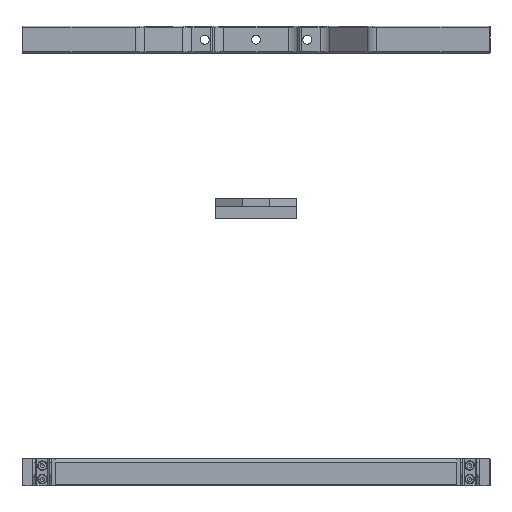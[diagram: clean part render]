
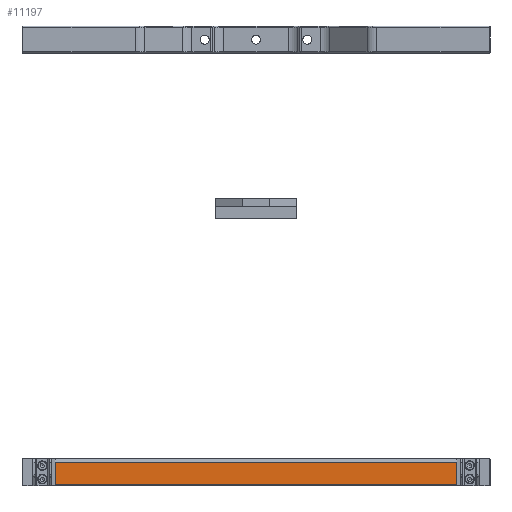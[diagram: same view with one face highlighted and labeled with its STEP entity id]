
A CAD part, top view. The second image highlights one B-rep face of the part: STEP entity #11197.
In plain terms, the highlighted planar face has unit normal (0, 0, 1).
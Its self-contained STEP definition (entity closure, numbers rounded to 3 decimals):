
#1417=FACE_OUTER_BOUND('',#2093,.T.);
#2093=EDGE_LOOP('',(#8130,#8131,#8132,#8133));
#3005=LINE('',#17844,#3918);
#3008=LINE('',#17850,#3921);
#3012=LINE('',#17857,#3925);
#3031=LINE('',#17915,#3944);
#3918=VECTOR('',#14436,10.);
#3921=VECTOR('',#14441,10.);
#3925=VECTOR('',#14447,10.);
#3944=VECTOR('',#14502,10.);
#4881=VERTEX_POINT('',#17841);
#4882=VERTEX_POINT('',#17843);
#4884=VERTEX_POINT('',#17849);
#4886=VERTEX_POINT('',#17856);
#6096=EDGE_CURVE('',#4881,#4882,#3005,.T.);
#6099=EDGE_CURVE('',#4884,#4882,#3008,.T.);
#6103=EDGE_CURVE('',#4884,#4886,#3012,.T.);
#6134=EDGE_CURVE('',#4881,#4886,#3031,.T.);
#8130=ORIENTED_EDGE('',*,*,#6096,.F.);
#8131=ORIENTED_EDGE('',*,*,#6134,.T.);
#8132=ORIENTED_EDGE('',*,*,#6103,.F.);
#8133=ORIENTED_EDGE('',*,*,#6099,.T.);
#10128=PLANE('',#12254);
#11197=ADVANCED_FACE('',(#1417),#10128,.T.);
#12254=AXIS2_PLACEMENT_3D('',#17914,#14500,#14501);
#14436=DIRECTION('',(-1.,0.,0.));
#14441=DIRECTION('',(0.,-1.,0.));
#14447=DIRECTION('',(1.,0.,0.));
#14500=DIRECTION('center_axis',(0.,0.,
1.));
#14501=DIRECTION('ref_axis',(1.,0.,0.));
#14502=DIRECTION('',(0.,1.,0.));
#17841=CARTESIAN_POINT('',(148.5,-159.,87.5));
#17843=CARTESIAN_POINT('',(-148.5,-159.,87.5));
#17844=CARTESIAN_POINT('',(0.,-159.,87.5));
#17849=CARTESIAN_POINT('',(-148.5,-142.5,87.5));
#17850=CARTESIAN_POINT('',(-148.5,-140.,87.5));
#17856=CARTESIAN_POINT('',(148.5,-142.5,87.5));
#17857=CARTESIAN_POINT('',(0.,-142.5,87.5));
#17914=CARTESIAN_POINT('Origin',(0.,-150.,87.5));
#17915=CARTESIAN_POINT('',(148.5,-160.,87.5));
